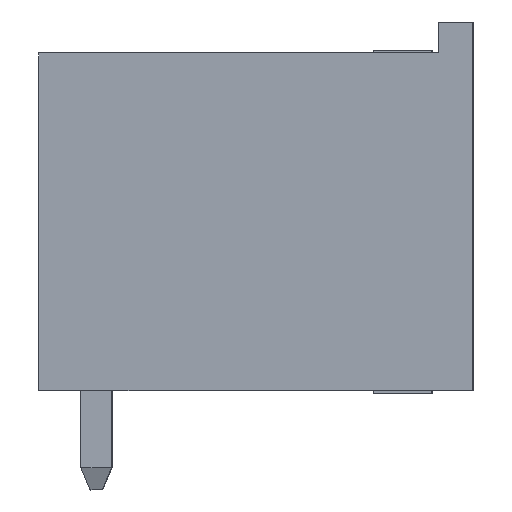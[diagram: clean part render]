
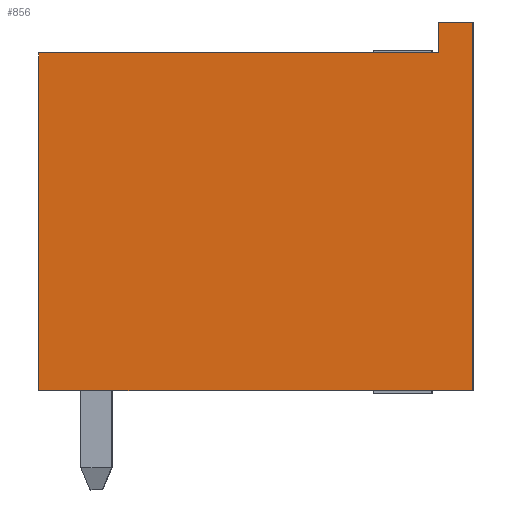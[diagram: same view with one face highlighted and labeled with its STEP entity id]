
A CAD part, left-side view. The second image highlights one B-rep face of the part: STEP entity #856.
In plain terms, the highlighted planar face has unit normal (-1, 0.026, 0).
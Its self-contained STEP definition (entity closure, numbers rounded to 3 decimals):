
#829=AXIS2_PLACEMENT_3D('Plane Axis2P3D',#826,#827,#828) ;
#312=CARTESIAN_POINT('Vertex',(0.367,14.,14.1)) ;
#315=CARTESIAN_POINT('Line Origine',(0.198,7.55,14.1)) ;
#319=CARTESIAN_POINT('Vertex',(0.029,1.1,14.1)) ;
#475=CARTESIAN_POINT('Vertex',(0.,0.,15.1)) ;
#478=CARTESIAN_POINT('Line Origine',(0.,0.,9.15)) ;
#482=CARTESIAN_POINT('Vertex',(0.,0.,3.2)) ;
#811=CARTESIAN_POINT('Vertex',(0.029,1.1,15.1)) ;
#814=CARTESIAN_POINT('Line Origine',(0.029,1.1,14.6)) ;
#826=CARTESIAN_POINT('Axis2P3D Location',(0.,0.,3.2)) ;
#831=CARTESIAN_POINT('Line Origine',(0.367,14.,9.15)) ;
#835=CARTESIAN_POINT('Vertex',(0.367,14.,3.2)) ;
#838=CARTESIAN_POINT('Line Origine',(0.183,6.993,3.2)) ;
#843=CARTESIAN_POINT('Line Origine',(0.183,6.993,15.1)) ;
#316=DIRECTION('Vector Direction',(-0.026,-1.,0.)) ;
#479=DIRECTION('Vector Direction',(0.,0.,-1.)) ;
#815=DIRECTION('Vector Direction',(0.,0.,-1.)) ;
#827=DIRECTION('Axis2P3D Direction',(1.,-0.026,0.)) ;
#828=DIRECTION('Axis2P3D XDirection',(0.,0.,1.)) ;
#832=DIRECTION('Vector Direction',(0.,0.,1.)) ;
#839=DIRECTION('Vector Direction',(-0.026,-1.,0.)) ;
#844=DIRECTION('Vector Direction',(-0.026,-1.,0.)) ;
#317=VECTOR('Line Direction',#316,1.) ;
#480=VECTOR('Line Direction',#479,1.) ;
#816=VECTOR('Line Direction',#815,1.) ;
#833=VECTOR('Line Direction',#832,1.) ;
#840=VECTOR('Line Direction',#839,1.) ;
#845=VECTOR('Line Direction',#844,1.) ;
#849=ORIENTED_EDGE('',*,*,#321,.F.) ;
#850=ORIENTED_EDGE('',*,*,#837,.F.) ;
#851=ORIENTED_EDGE('',*,*,#842,.F.) ;
#852=ORIENTED_EDGE('',*,*,#484,.F.) ;
#853=ORIENTED_EDGE('',*,*,#847,.T.) ;
#854=ORIENTED_EDGE('',*,*,#818,.F.) ;
#856=ADVANCED_FACE('Housing',(#855),#830,.F.) ;
#321=EDGE_CURVE('',#313,#320,#318,.T.) ;
#484=EDGE_CURVE('',#476,#483,#481,.T.) ;
#818=EDGE_CURVE('',#320,#812,#817,.F.) ;
#837=EDGE_CURVE('',#836,#313,#834,.T.) ;
#842=EDGE_CURVE('',#483,#836,#841,.F.) ;
#847=EDGE_CURVE('',#476,#812,#846,.F.) ;
#848=EDGE_LOOP('',(#849,#850,#851,#852,#853,#854)) ;
#855=FACE_OUTER_BOUND('',#848,.T.) ;
#318=LINE('Line',#315,#317) ;
#481=LINE('Line',#478,#480) ;
#817=LINE('Line',#814,#816) ;
#834=LINE('Line',#831,#833) ;
#841=LINE('Line',#838,#840) ;
#846=LINE('Line',#843,#845) ;
#830=PLANE('',#829) ;
#313=VERTEX_POINT('',#312) ;
#320=VERTEX_POINT('',#319) ;
#476=VERTEX_POINT('',#475) ;
#483=VERTEX_POINT('',#482) ;
#812=VERTEX_POINT('',#811) ;
#836=VERTEX_POINT('',#835) ;
